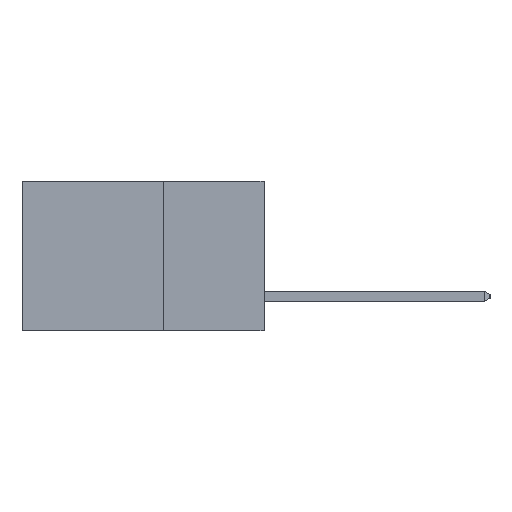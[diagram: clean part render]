
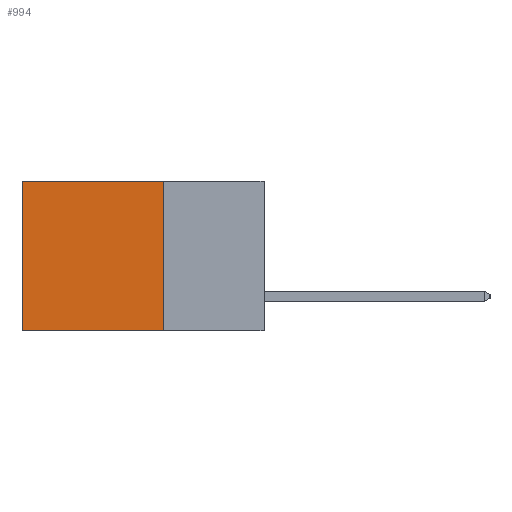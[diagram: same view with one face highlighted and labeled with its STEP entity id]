
A CAD part, left-side view. The second image highlights one B-rep face of the part: STEP entity #994.
In plain terms, the highlighted planar face has unit normal (-1, 0, 0).
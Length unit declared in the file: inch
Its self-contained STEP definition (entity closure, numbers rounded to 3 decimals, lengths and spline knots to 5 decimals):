
#362 = VERTEX_POINT ( 'NONE', #6697 ) ;
#994 = ADVANCED_FACE ( 'NONE', ( #6470 ), #1342, .F. ) ;
#1010 = DIRECTION ( 'NONE',  ( 0., 0., -1. ) ) ;
#1178 = DIRECTION ( 'NONE',  ( 0., 0., -1. ) ) ;
#1241 = DIRECTION ( 'NONE',  ( 1., 0., 0. ) ) ;
#1263 = VECTOR ( 'NONE', #1010, 39.37008 ) ;
#1342 = PLANE ( 'NONE',  #9845 ) ;
#1862 = VERTEX_POINT ( 'NONE', #4133 ) ;
#1914 = CARTESIAN_POINT ( 'NONE',  ( 0.2615, 0.25, 0. ) ) ;
#2132 = VECTOR ( 'NONE', #4209, 39.37008 ) ;
#2444 = CARTESIAN_POINT ( 'NONE',  ( 0.2615, 0.25, -0.37 ) ) ;
#3479 = VERTEX_POINT ( 'NONE', #8822 ) ;
#4133 = CARTESIAN_POINT ( 'NONE',  ( 0.2615, 0.6, 0. ) ) ;
#4136 = LINE ( 'NONE', #5814, #1263 ) ;
#4200 = LINE ( 'NONE', #7846, #8845 ) ;
#4209 = DIRECTION ( 'NONE',  ( 0., 1., 0. ) ) ;
#4653 = LINE ( 'NONE', #9624, #9248 ) ;
#5093 = EDGE_CURVE ( 'NONE', #3479, #362, #4653, .T. ) ;
#5358 = EDGE_CURVE ( 'NONE', #8516, #3479, #4200, .T. ) ;
#5814 = CARTESIAN_POINT ( 'NONE',  ( 0.2615, 0.6, -0.37 ) ) ;
#5850 = ORIENTED_EDGE ( 'NONE', *, *, #11911, .T. ) ;
#6470 = FACE_OUTER_BOUND ( 'NONE', #11840, .T. ) ;
#6697 = CARTESIAN_POINT ( 'NONE',  ( 0.2615, 0.6, -0.37 ) ) ;
#7713 = DIRECTION ( 'NONE',  ( 0., 0., -1. ) ) ;
#7846 = CARTESIAN_POINT ( 'NONE',  ( 0.2615, 0.25, -0.37 ) ) ;
#7920 = EDGE_CURVE ( 'NONE', #1862, #362, #4136, .T. ) ;
#7953 = ORIENTED_EDGE ( 'NONE', *, *, #7920, .T. ) ;
#8516 = VERTEX_POINT ( 'NONE', #1914 ) ;
#8822 = CARTESIAN_POINT ( 'NONE',  ( 0.2615, 0.25, -0.37 ) ) ;
#8845 = VECTOR ( 'NONE', #7713, 39.37008 ) ;
#8949 = ORIENTED_EDGE ( 'NONE', *, *, #5093, .F. ) ;
#9248 = VECTOR ( 'NONE', #9726, 39.37008 ) ;
#9624 = CARTESIAN_POINT ( 'NONE',  ( 0.2615, 0.25, -0.37 ) ) ;
#9726 = DIRECTION ( 'NONE',  ( 0., 1., 0. ) ) ;
#9845 = AXIS2_PLACEMENT_3D ( 'NONE', #2444, #1241, #1178 ) ;
#11053 = ORIENTED_EDGE ( 'NONE', *, *, #5358, .F. ) ;
#11398 = CARTESIAN_POINT ( 'NONE',  ( 0.2615, 0.25, 0. ) ) ;
#11527 = LINE ( 'NONE', #11398, #2132 ) ;
#11840 = EDGE_LOOP ( 'NONE', ( #7953, #8949, #11053, #5850 ) ) ;
#11911 = EDGE_CURVE ( 'NONE', #8516, #1862, #11527, .T. ) ;
